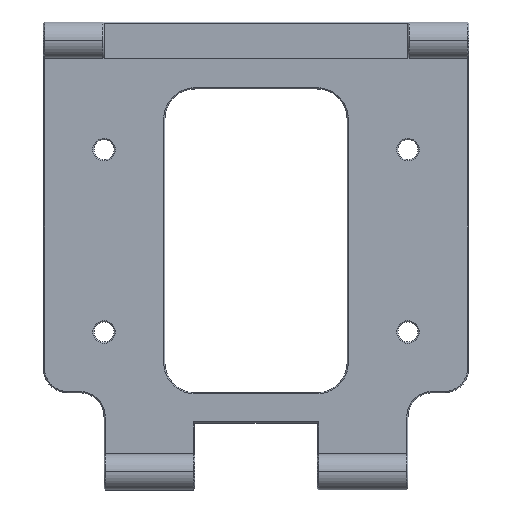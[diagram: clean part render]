
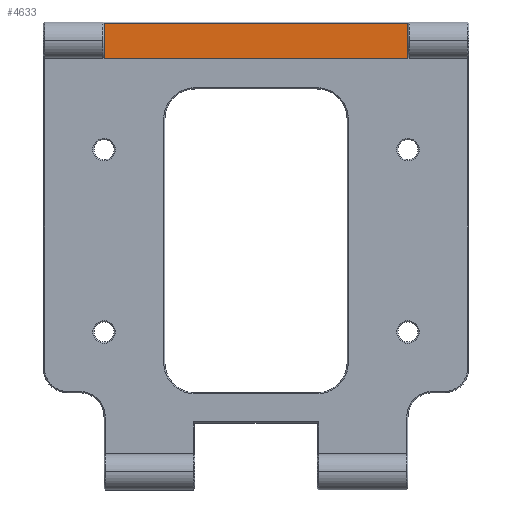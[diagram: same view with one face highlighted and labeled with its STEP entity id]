
A CAD part, top view. The second image highlights one B-rep face of the part: STEP entity #4633.
In plain terms, the highlighted planar face has unit normal (0, 0, 1).
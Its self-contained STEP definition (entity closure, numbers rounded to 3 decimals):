
#15 = VERTEX_POINT ( 'NONE', #4115 ) ;
#63 = LINE ( 'NONE', #4481, #4059 ) ;
#217 = PLANE ( 'NONE',  #2625 ) ;
#489 = CARTESIAN_POINT ( 'NONE',  ( 25., 35.5, 2. ) ) ;
#530 = DIRECTION ( 'NONE',  ( 1., 0., 0. ) ) ;
#590 = EDGE_CURVE ( 'NONE', #1935, #2139, #2093, .T. ) ;
#592 = EDGE_CURVE ( 'NONE', #15, #1935, #2804, .T. ) ;
#698 = VECTOR ( 'NONE', #2966, 1000. ) ;
#1186 = ORIENTED_EDGE ( 'NONE', *, *, #4213, .F. ) ;
#1449 = DIRECTION ( 'NONE',  ( -1., 0., 0. ) ) ;
#1524 = ORIENTED_EDGE ( 'NONE', *, *, #592, .F. ) ;
#1540 = VECTOR ( 'NONE', #3209, 1000. ) ;
#1680 = DIRECTION ( 'NONE',  ( 0., 0., 1. ) ) ;
#1912 = ORIENTED_EDGE ( 'NONE', *, *, #2506, .T. ) ;
#1935 = VERTEX_POINT ( 'NONE', #3086 ) ;
#2093 = LINE ( 'NONE', #3960, #1540 ) ;
#2139 = VERTEX_POINT ( 'NONE', #3882 ) ;
#2379 = FACE_OUTER_BOUND ( 'NONE', #4443, .T. ) ;
#2506 = EDGE_CURVE ( 'NONE', #3777, #2139, #63, .T. ) ;
#2509 = DIRECTION ( 'NONE',  ( -1., 0., 0. ) ) ;
#2625 = AXIS2_PLACEMENT_3D ( 'NONE', #4562, #1680, #530 ) ;
#2710 = VECTOR ( 'NONE', #2509, 1000. ) ;
#2804 = LINE ( 'NONE', #4685, #2710 ) ;
#2966 = DIRECTION ( 'NONE',  ( 0., -1., 0. ) ) ;
#2996 = CARTESIAN_POINT ( 'NONE',  ( 25., 41.3, 2. ) ) ;
#3086 = CARTESIAN_POINT ( 'NONE',  ( -25., 35.5, 2. ) ) ;
#3209 = DIRECTION ( 'NONE',  ( 0., 1., 0. ) ) ;
#3777 = VERTEX_POINT ( 'NONE', #2996 ) ;
#3785 = LINE ( 'NONE', #489, #698 ) ;
#3882 = CARTESIAN_POINT ( 'NONE',  ( -25., 41.3, 2. ) ) ;
#3960 = CARTESIAN_POINT ( 'NONE',  ( -25., 35.5, 2. ) ) ;
#4059 = VECTOR ( 'NONE', #1449, 1000. ) ;
#4115 = CARTESIAN_POINT ( 'NONE',  ( 25., 35.5, 2. ) ) ;
#4213 = EDGE_CURVE ( 'NONE', #3777, #15, #3785, .T. ) ;
#4378 = ORIENTED_EDGE ( 'NONE', *, *, #590, .F. ) ;
#4443 = EDGE_LOOP ( 'NONE', ( #1186, #1912, #4378, #1524 ) ) ;
#4481 = CARTESIAN_POINT ( 'NONE',  ( -25., 41.3, 2. ) ) ;
#4562 = CARTESIAN_POINT ( 'NONE',  ( 0., 0., 2. ) ) ;
#4633 = ADVANCED_FACE ( 'NONE', ( #2379 ), #217, .T. ) ;
#4685 = CARTESIAN_POINT ( 'NONE',  ( 25., 35.5, 2. ) ) ;
